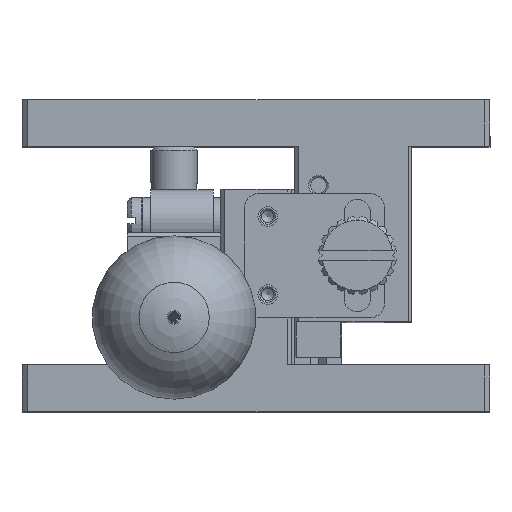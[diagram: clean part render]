
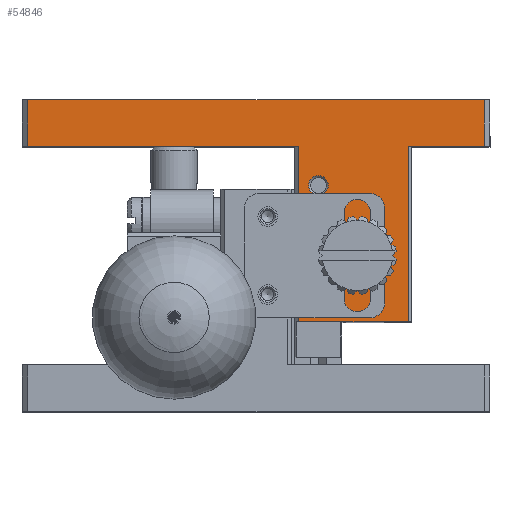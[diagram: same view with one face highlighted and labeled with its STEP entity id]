
A CAD part, top view. The second image highlights one B-rep face of the part: STEP entity #54846.
In plain terms, the highlighted planar face has unit normal (0, 0, 1).
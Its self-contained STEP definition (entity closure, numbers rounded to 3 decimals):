
#640 = DIRECTION ( 'NONE',  ( 1., 0., 0. ) ) ;
#673 = CARTESIAN_POINT ( 'NONE',  ( 49.5, 34., 0. ) ) ;
#3349 = ORIENTED_EDGE ( 'NONE', *, *, #45341, .F. ) ;
#3719 = FACE_BOUND ( 'NONE', #25069, .T. ) ;
#4370 = CARTESIAN_POINT ( 'NONE',  ( 35.5, 34., 0. ) ) ;
#4462 = CARTESIAN_POINT ( 'NONE',  ( 0.71, 34., 0. ) ) ;
#6380 = CARTESIAN_POINT ( 'NONE',  ( 49.5, 34., 0. ) ) ;
#6966 = ORIENTED_EDGE ( 'NONE', *, *, #66833, .T. ) ;
#8496 = VECTOR ( 'NONE', #62120, 1000. ) ;
#9322 = EDGE_CURVE ( 'NONE', #50696, #26251, #31564, .T. ) ;
#9429 = VERTEX_POINT ( 'NONE', #10126 ) ;
#10126 = CARTESIAN_POINT ( 'NONE',  ( 0.71, 40., 0. ) ) ;
#10157 = AXIS2_PLACEMENT_3D ( 'NONE', #4462, #50715, #21339 ) ;
#10195 = FACE_OUTER_BOUND ( 'NONE', #17252, .T. ) ;
#10485 = EDGE_CURVE ( 'NONE', #28804, #16199, #15749, .T. ) ;
#11278 = LINE ( 'NONE', #75594, #51276 ) ;
#12537 = CARTESIAN_POINT ( 'NONE',  ( 39.25, 16., 0. ) ) ;
#12869 = VERTEX_POINT ( 'NONE', #673 ) ;
#13229 = CARTESIAN_POINT ( 'NONE',  ( 59.29, 34., 0. ) ) ;
#13372 = AXIS2_PLACEMENT_3D ( 'NONE', #47223, #52960, #640 ) ;
#14469 = VECTOR ( 'NONE', #41557, 1000. ) ;
#14990 = VECTOR ( 'NONE', #45537, 1000. ) ;
#15749 = LINE ( 'NONE', #34083, #14990 ) ;
#15794 = CARTESIAN_POINT ( 'NONE',  ( 0.71, 34., 0. ) ) ;
#15855 = LINE ( 'NONE', #4370, #8496 ) ;
#15900 = AXIS2_PLACEMENT_3D ( 'NONE', #40065, #69553, #28598 ) ;
#15949 = CARTESIAN_POINT ( 'NONE',  ( 39.25, 29., 0. ) ) ;
#16199 = VERTEX_POINT ( 'NONE', #25569 ) ;
#17252 = EDGE_LOOP ( 'NONE', ( #74715, #35301, #3349, #6966, #65738, #62287, #22880, #69483 ) ) ;
#19524 = AXIS2_PLACEMENT_3D ( 'NONE', #41923, #60268, #66795 ) ;
#19757 = LINE ( 'NONE', #6380, #14469 ) ;
#20116 = DIRECTION ( 'NONE',  ( 0., 1., 0. ) ) ;
#21339 = DIRECTION ( 'NONE',  ( 1., 0., 0. ) ) ;
#21560 = CARTESIAN_POINT ( 'NONE',  ( 59.29, 40., 0. ) ) ;
#22080 = VERTEX_POINT ( 'NONE', #15949 ) ;
#22880 = ORIENTED_EDGE ( 'NONE', *, *, #62931, .T. ) ;
#25069 = EDGE_LOOP ( 'NONE', ( #34367 ) ) ;
#25569 = CARTESIAN_POINT ( 'NONE',  ( 35.5, 34., 0. ) ) ;
#26251 = VERTEX_POINT ( 'NONE', #21560 ) ;
#27418 = FACE_BOUND ( 'NONE', #48262, .T. ) ;
#28008 = DIRECTION ( 'NONE',  ( 0., -1., 0. ) ) ;
#28598 = DIRECTION ( 'NONE',  ( 0., 1., 0. ) ) ;
#28804 = VERTEX_POINT ( 'NONE', #40177 ) ;
#28867 = DIRECTION ( 'NONE',  ( 1., 0., 0. ) ) ;
#30499 = VERTEX_POINT ( 'NONE', #58089 ) ;
#30513 = VERTEX_POINT ( 'NONE', #12537 ) ;
#31437 = ORIENTED_EDGE ( 'NONE', *, *, #65435, .T. ) ;
#31564 = LINE ( 'NONE', #13229, #39333 ) ;
#34083 = CARTESIAN_POINT ( 'NONE',  ( 0.71, 34., 0. ) ) ;
#34235 = VECTOR ( 'NONE', #28008, 1000. ) ;
#34367 = ORIENTED_EDGE ( 'NONE', *, *, #68209, .T. ) ;
#34645 = EDGE_LOOP ( 'NONE', ( #70518 ) ) ;
#35300 = DIRECTION ( 'NONE',  ( 1., 0., 0. ) ) ;
#35301 = ORIENTED_EDGE ( 'NONE', *, *, #9322, .T. ) ;
#36703 = LINE ( 'NONE', #60030, #64772 ) ;
#39333 = VECTOR ( 'NONE', #20116, 1000. ) ;
#40065 = CARTESIAN_POINT ( 'NONE',  ( 43., 20., 0. ) ) ;
#40177 = CARTESIAN_POINT ( 'NONE',  ( 0.71, 34., 0. ) ) ;
#41557 = DIRECTION ( 'NONE',  ( 0., 1., 0. ) ) ;
#41923 = CARTESIAN_POINT ( 'NONE',  ( 38., 29., 0. ) ) ;
#45341 = EDGE_CURVE ( 'NONE', #9429, #26251, #11278, .T. ) ;
#45537 = DIRECTION ( 'NONE',  ( 1., 0., 0. ) ) ;
#46091 = CARTESIAN_POINT ( 'NONE',  ( 43., 21.5, 0. ) ) ;
#46547 = EDGE_CURVE ( 'NONE', #30513, #30513, #49943, .T. ) ;
#47223 = CARTESIAN_POINT ( 'NONE',  ( 38., 16., 0. ) ) ;
#47351 = EDGE_CURVE ( 'NONE', #16199, #30499, #15855, .T. ) ;
#48262 = EDGE_LOOP ( 'NONE', ( #31437 ) ) ;
#48819 = CIRCLE ( 'NONE', #15900, 1.5 ) ;
#49943 = CIRCLE ( 'NONE', #13372, 1.25 ) ;
#50696 = VERTEX_POINT ( 'NONE', #71824 ) ;
#50715 = DIRECTION ( 'NONE',  ( 0., 0., 1. ) ) ;
#51083 = VERTEX_POINT ( 'NONE', #46091 ) ;
#51159 = EDGE_CURVE ( 'NONE', #12869, #50696, #36703, .T. ) ;
#51276 = VECTOR ( 'NONE', #28867, 1000. ) ;
#52960 = DIRECTION ( 'NONE',  ( 0., 0., -1. ) ) ;
#54286 = CARTESIAN_POINT ( 'NONE',  ( 49.5, 11.5, 0. ) ) ;
#54846 = ADVANCED_FACE ( 'NONE', ( #10195, #27418, #68378, #3719 ), #55320, .T. ) ;
#55320 = PLANE ( 'NONE',  #10157 ) ;
#58089 = CARTESIAN_POINT ( 'NONE',  ( 35.5, 11.5, 0. ) ) ;
#58410 = EDGE_CURVE ( 'NONE', #63916, #12869, #19757, .T. ) ;
#60030 = CARTESIAN_POINT ( 'NONE',  ( 0.71, 34., 0. ) ) ;
#60268 = DIRECTION ( 'NONE',  ( 0., 0., -1. ) ) ;
#62120 = DIRECTION ( 'NONE',  ( 0., -1., 0. ) ) ;
#62287 = ORIENTED_EDGE ( 'NONE', *, *, #47351, .T. ) ;
#62304 = CIRCLE ( 'NONE', #19524, 1.25 ) ;
#62446 = LINE ( 'NONE', #15794, #34235 ) ;
#62931 = EDGE_CURVE ( 'NONE', #30499, #63916, #63851, .T. ) ;
#63851 = LINE ( 'NONE', #74634, #67125 ) ;
#63916 = VERTEX_POINT ( 'NONE', #54286 ) ;
#64772 = VECTOR ( 'NONE', #35300, 1000. ) ;
#65435 = EDGE_CURVE ( 'NONE', #22080, #22080, #62304, .T. ) ;
#65738 = ORIENTED_EDGE ( 'NONE', *, *, #10485, .T. ) ;
#66795 = DIRECTION ( 'NONE',  ( 1., 0., 0. ) ) ;
#66833 = EDGE_CURVE ( 'NONE', #9429, #28804, #62446, .T. ) ;
#67125 = VECTOR ( 'NONE', #75013, 1000. ) ;
#68209 = EDGE_CURVE ( 'NONE', #51083, #51083, #48819, .T. ) ;
#68378 = FACE_BOUND ( 'NONE', #34645, .T. ) ;
#69483 = ORIENTED_EDGE ( 'NONE', *, *, #58410, .T. ) ;
#69553 = DIRECTION ( 'NONE',  ( 0., 0., -1. ) ) ;
#70518 = ORIENTED_EDGE ( 'NONE', *, *, #46547, .T. ) ;
#71824 = CARTESIAN_POINT ( 'NONE',  ( 59.29, 34., 0. ) ) ;
#74634 = CARTESIAN_POINT ( 'NONE',  ( 0.71, 11.5, 0. ) ) ;
#74715 = ORIENTED_EDGE ( 'NONE', *, *, #51159, .T. ) ;
#75013 = DIRECTION ( 'NONE',  ( 1., 0., 0. ) ) ;
#75594 = CARTESIAN_POINT ( 'NONE',  ( 0., 40., 0. ) ) ;
